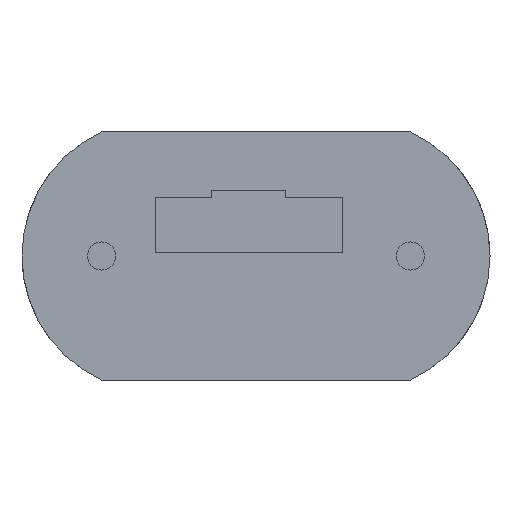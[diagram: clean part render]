
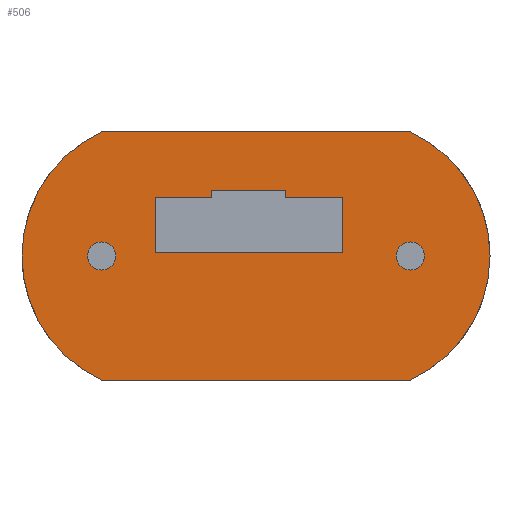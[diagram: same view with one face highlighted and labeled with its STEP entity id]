
A CAD part, front view. The second image highlights one B-rep face of the part: STEP entity #506.
In plain terms, the highlighted planar face has unit normal (0, -1, 0).
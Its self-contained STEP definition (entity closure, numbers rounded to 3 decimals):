
#21=FACE_BOUND($,#96,.T.);
#22=FACE_BOUND($,#97,.T.);
#23=FACE_BOUND($,#98,.T.);
#24=FACE_BOUND($,#99,.T.);
#26=CIRCLE($,#522,1.5);
#28=CIRCLE($,#526,1.5);
#29=CIRCLE($,#529,14.577);
#33=CIRCLE($,#534,14.577);
#35=CIRCLE($,#537,14.577);
#96=EDGE_LOOP($,(#413,#414,#415,#416,#417,#418,#419,#420));
#97=EDGE_LOOP($,(#421));
#98=EDGE_LOOP($,(#422));
#99=EDGE_LOOP($,(#423,#424,#425,#426,#427,#428));
#101=LINE($,#676,#149);
#105=LINE($,#684,#153);
#108=LINE($,#690,#156);
#111=LINE($,#696,#159);
#114=LINE($,#702,#162);
#117=LINE($,#708,#165);
#120=LINE($,#714,#168);
#123=LINE($,#719,#171);
#132=LINE($,#861,#180);
#134=LINE($,#865,#182);
#148=LINE($,#1061,#196);
#149=VECTOR($,#552,6.007);
#153=VECTOR($,#558,0.824);
#156=VECTOR($,#563,7.911);
#159=VECTOR($,#568,0.824);
#162=VECTOR($,#573,6.099);
#165=VECTOR($,#578,5.891);
#168=VECTOR($,#583,20.017);
#171=VECTOR($,#588,5.891);
#180=VECTOR($,#637,0.048);
#182=VECTOR($,#643,33.);
#196=VECTOR($,#669,33.);
#197=VERTEX_POINT($,#674);
#198=VERTEX_POINT($,#675);
#201=VERTEX_POINT($,#683);
#203=VERTEX_POINT($,#689);
#205=VERTEX_POINT($,#695);
#207=VERTEX_POINT($,#701);
#209=VERTEX_POINT($,#707);
#211=VERTEX_POINT($,#713);
#214=VERTEX_POINT($,#725);
#216=VERTEX_POINT($,#731);
#219=VERTEX_POINT($,#773);
#220=VERTEX_POINT($,#775);
#227=VERTEX_POINT($,#808);
#228=VERTEX_POINT($,#810);
#232=VERTEX_POINT($,#854);
#233=VERTEX_POINT($,#856);
#242=EDGE_CURVE($,#197,#198,#101,.T.);
#246=EDGE_CURVE($,#198,#201,#105,.T.);
#249=EDGE_CURVE($,#201,#203,#108,.T.);
#252=EDGE_CURVE($,#203,#205,#111,.T.);
#255=EDGE_CURVE($,#205,#207,#114,.T.);
#258=EDGE_CURVE($,#207,#209,#117,.T.);
#261=EDGE_CURVE($,#209,#211,#120,.T.);
#264=EDGE_CURVE($,#211,#197,#123,.T.);
#267=EDGE_CURVE($,#214,#214,#26,.T.);
#269=EDGE_CURVE($,#216,#216,#28,.T.);
#272=EDGE_CURVE($,#220,#219,#29,.T.);
#280=EDGE_CURVE($,#228,#227,#33,.T.);
#285=EDGE_CURVE($,#233,#232,#35,.T.);
#288=EDGE_CURVE($,#219,#233,#132,.T.);
#290=EDGE_CURVE($,#228,#232,#134,.T.);
#306=EDGE_CURVE($,#227,#220,#148,.T.);
#413=ORIENTED_EDGE($,*,*,#242,.T.);
#414=ORIENTED_EDGE($,*,*,#246,.T.);
#415=ORIENTED_EDGE($,*,*,#249,.T.);
#416=ORIENTED_EDGE($,*,*,#252,.T.);
#417=ORIENTED_EDGE($,*,*,#255,.T.);
#418=ORIENTED_EDGE($,*,*,#258,.T.);
#419=ORIENTED_EDGE($,*,*,#261,.T.);
#420=ORIENTED_EDGE($,*,*,#264,.T.);
#421=ORIENTED_EDGE($,*,*,#267,.T.);
#422=ORIENTED_EDGE($,*,*,#269,.T.);
#423=ORIENTED_EDGE($,*,*,#272,.T.);
#424=ORIENTED_EDGE($,*,*,#288,.T.);
#425=ORIENTED_EDGE($,*,*,#285,.T.);
#426=ORIENTED_EDGE($,*,*,#290,.F.);
#427=ORIENTED_EDGE($,*,*,#280,.T.);
#428=ORIENTED_EDGE($,*,*,#306,.T.);
#454=PLANE($,#546);
#506=ADVANCED_FACE($,(#21,#22,#23,#24),#454,.T.);
#522=AXIS2_PLACEMENT_3D($,#726,#596,#597);
#526=AXIS2_PLACEMENT_3D($,#732,#604,#605);
#529=AXIS2_PLACEMENT_3D($,#776,#611,#612);
#534=AXIS2_PLACEMENT_3D($,#811,#623,#624);
#537=AXIS2_PLACEMENT_3D($,#857,#631,#632);
#546=AXIS2_PLACEMENT_3D($,#1060,#667,#668);
#552=DIRECTION($,(1.,0.,0.));
#558=DIRECTION($,(0.,0.,1.));
#563=DIRECTION($,(1.,0.,0.));
#568=DIRECTION($,(0.,0.,-1.));
#573=DIRECTION($,(1.,0.,0.));
#578=DIRECTION($,(0.,0.,-1.));
#583=DIRECTION($,(-1.,0.,0.));
#588=DIRECTION($,(0.,0.,1.));
#596=DIRECTION('center_axis',(0.,1.,0.));
#597=DIRECTION('ref_axis',(-1.,0.,0.));
#604=DIRECTION('center_axis',(0.,1.,0.));
#605=DIRECTION('ref_axis',(-1.,0.,0.));
#611=DIRECTION('center_axis',(0.,-1.,0.));
#612=DIRECTION('ref_axis',(0.417,0.,-0.909));
#623=DIRECTION('center_axis',(0.,-1.,0.));
#624=DIRECTION('ref_axis',(-0.417,0.,0.909));
#631=DIRECTION('center_axis',(0.,-1.,0.));
#632=DIRECTION('ref_axis',(0.417,0.,-0.909));
#637=DIRECTION($,(0.,0.,1.));
#643=DIRECTION($,(1.,0.,0.));
#667=DIRECTION('center_axis',(0.,-1.,0.));
#668=DIRECTION('ref_axis',(1.,0.,0.));
#669=DIRECTION($,(1.,0.,0.));
#674=CARTESIAN_POINT('',(14.256,21.516,19.477));
#675=CARTESIAN_POINT('',(20.263,21.516,19.477));
#676=CARTESIAN_POINT($,(10.131,21.516,19.477));
#683=CARTESIAN_POINT('',(20.263,21.516,20.301));
#684=CARTESIAN_POINT($,(20.263,21.516,10.151));
#689=CARTESIAN_POINT('',(28.174,21.516,20.301));
#690=CARTESIAN_POINT($,(14.087,21.516,20.301));
#695=CARTESIAN_POINT('',(28.174,21.516,19.477));
#696=CARTESIAN_POINT($,(28.174,21.516,9.739));
#701=CARTESIAN_POINT('',(34.273,21.516,19.477));
#702=CARTESIAN_POINT($,(17.137,21.516,19.477));
#707=CARTESIAN_POINT('',(34.273,21.516,13.586));
#708=CARTESIAN_POINT($,(34.273,21.516,6.793));
#713=CARTESIAN_POINT('',(14.256,21.516,13.586));
#714=CARTESIAN_POINT($,(7.128,21.516,13.586));
#719=CARTESIAN_POINT($,(14.256,21.516,9.739));
#725=CARTESIAN_POINT('',(43.,21.516,13.25));
#726=CARTESIAN_POINT('Origin',(41.5,21.516,13.25));
#731=CARTESIAN_POINT('',(10.,21.516,13.25));
#732=CARTESIAN_POINT('Origin',(8.5,21.516,13.25));
#773=CARTESIAN_POINT('',(50.,21.516,13.226));
#775=CARTESIAN_POINT('',(41.5,21.516,0.));
#776=CARTESIAN_POINT('Origin',(35.423,21.516,13.25));
#808=CARTESIAN_POINT('',(8.5,21.516,0.));
#810=CARTESIAN_POINT('',(8.5,21.516,26.5));
#811=CARTESIAN_POINT('Origin',(14.577,21.516,13.25));
#854=CARTESIAN_POINT('',(41.5,21.516,26.5));
#856=CARTESIAN_POINT('',(50.,21.516,13.274));
#857=CARTESIAN_POINT('Origin',(35.423,21.516,13.25));
#861=CARTESIAN_POINT($,(50.,21.516,0.));
#865=CARTESIAN_POINT($,(0.,21.516,26.5));
#1060=CARTESIAN_POINT('Origin',(0.,21.516,0.));
#1061=CARTESIAN_POINT($,(0.,21.516,0.));
